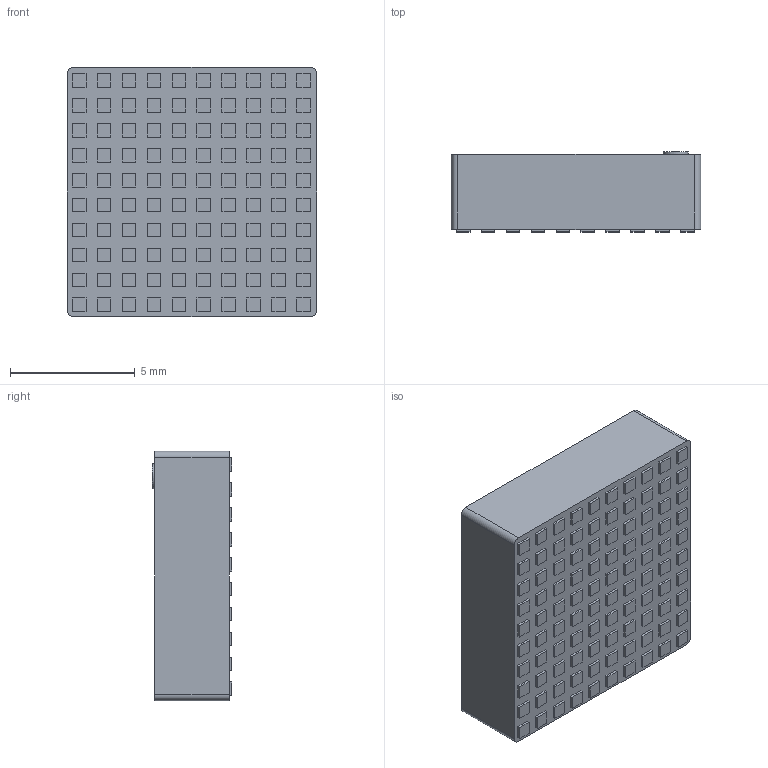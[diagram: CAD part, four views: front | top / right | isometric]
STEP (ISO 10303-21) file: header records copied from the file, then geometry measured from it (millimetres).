
FILE_DESCRIPTION(/* description */ (''),/* implementation_level */ '2;1');
FILE_NAME(/* name */ 'VICOR_PI3546.stp',/* time_stamp */ '2019-12-29T18:47:10-08:00',/* author */ ('Jorian Bruslind'),/* organization */ (''),/* preprocessor_version */ 'ST-DEVELOPER v17.2',/* originating_system */ 'Autodesk Inventor 2019',/* authorisation */ '');
FILE_SCHEMA (('AUTOMOTIVE_DESIGN { 1 0 10303 214 3 1 1 }'));
Length unit declared in the file: millimetre
Products named in the file (1): VICOR_PI3546
Bounding box: 10 x 3.2 x 10 mm (x, y, z)
Volume: 302.9 mm3; surface area: 340.9 mm2
Topology: 1 solids, 1 shells, 512 faces, 1227 edges, 818 vertices
Faces by surface type: plane 507, cylinder 5
Full cylindrical faces by diameter (mm): 1 x1
Entity records: 15102 total; most frequent: CARTESIAN_POINT 2558, ORIENTED_EDGE 2454, DIRECTION 2263, EDGE_CURVE 1227, LINE 1217, VECTOR 1217, VERTEX_POINT 818, EDGE_LOOP 613
